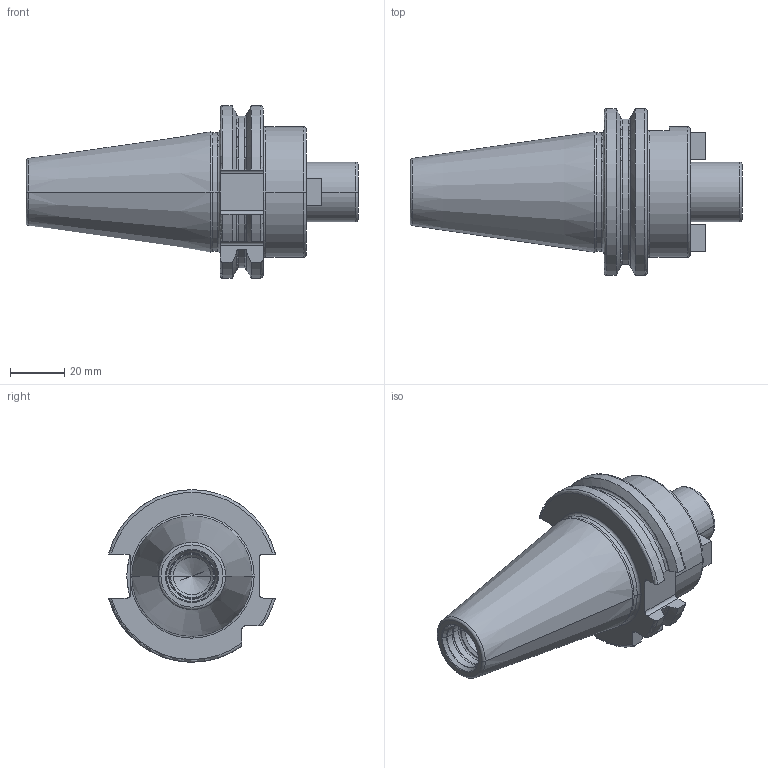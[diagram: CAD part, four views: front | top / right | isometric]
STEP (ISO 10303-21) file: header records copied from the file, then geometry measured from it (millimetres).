
FILE_DESCRIPTION((''),'2;1');
FILE_NAME('40-350-22','2011-08-30T',('mei'),(''),'PRO/ENGINEER BY PARAMETRIC TECHNOLOGY CORPORATION, 2010430','PRO/ENGINEER BY PARAMETRIC TECHNOLOGY CORPORATION, 2010430','');
FILE_SCHEMA(('CONFIG_CONTROL_DESIGN'));
Length unit declared in the file: millimetre
Products named in the file (1): 40-350-22
Bounding box: 122.25 x 61.42 x 63.51 mm (x, y, z)
Volume: 141088.2 mm3; surface area: 25485.9 mm2
Topology: 1 solids, 3 shells, 115 faces, 293 edges, 184 vertices
Faces by surface type: plane 34, cylinder 32, torus 29, cone 20
Entity records: 3726 total; most frequent: CARTESIAN_POINT 891, DIRECTION 610, ORIENTED_EDGE 570, EDGE_CURVE 289, AXIS2_PLACEMENT_3D 246, VERTEX_POINT 184, CIRCLE 130, EDGE_LOOP 123
